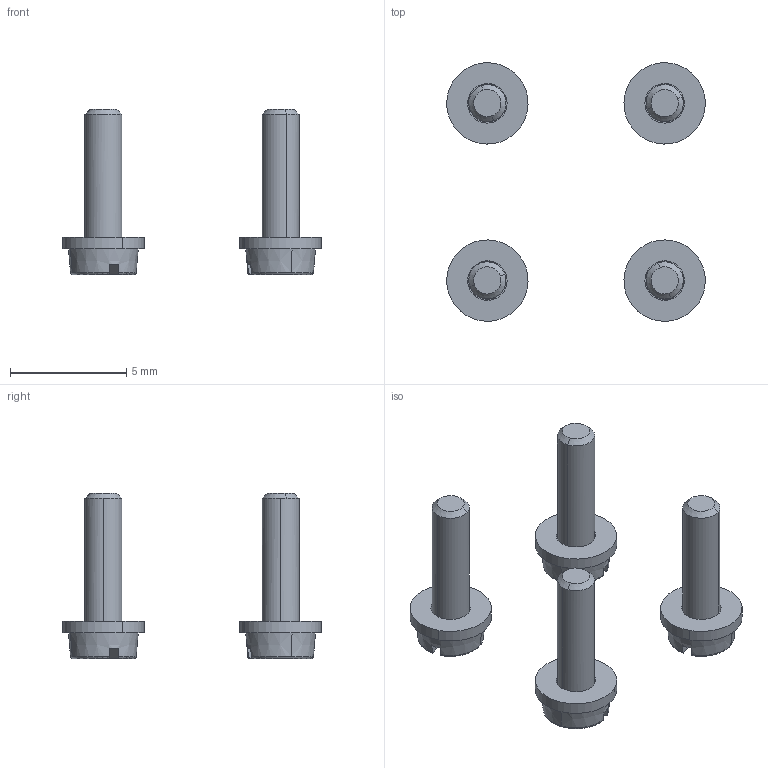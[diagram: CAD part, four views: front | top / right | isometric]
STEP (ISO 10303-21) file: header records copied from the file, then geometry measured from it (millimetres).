
FILE_DESCRIPTION((''),'2;1');
FILE_NAME('LEMO_EZG.1B.306.CLN_Part2.stp','2013-04-25T12:01:21',(''),(''),'Mechanical Desktop 2011','Mechanical Desktop 2011',', , ');
FILE_SCHEMA(('AUTOMOTIVE_DESIGN { 1 2 10303 214 1 1 1 1 }'));
Length unit declared in the file: millimetre
Products named in the file (1): Product
Bounding box: 11.12 x 11.12 x 7.1 mm (x, y, z)
Volume: 89.6 mm3; surface area: 310.3 mm2
Topology: 8 solids, 8 shells, 84 faces, 190 edges, 126 vertices
Faces by surface type: plane 36, cylinder 24, cone 16, torus 8
Entity records: 2934 total; most frequent: CARTESIAN_POINT 961, DIRECTION 430, ORIENTED_EDGE 380, EDGE_CURVE 190, AXIS2_PLACEMENT_3D 187, VERTEX_POINT 126, CIRCLE 102, EDGE_LOOP 96
